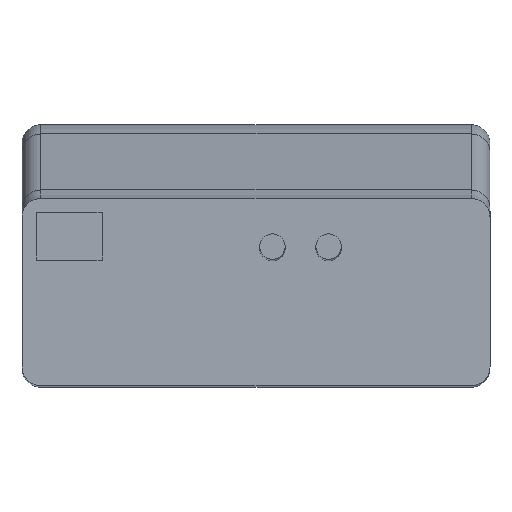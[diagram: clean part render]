
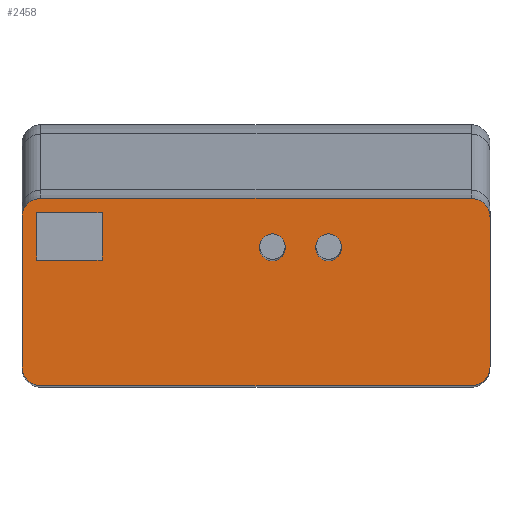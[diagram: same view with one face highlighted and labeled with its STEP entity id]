
A CAD part, top view. The second image highlights one B-rep face of the part: STEP entity #2458.
In plain terms, the highlighted planar face has unit normal (0, 0, 1).
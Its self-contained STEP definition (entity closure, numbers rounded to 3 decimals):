
#31 = DIRECTION ( 'NONE',  ( 0., 1., 0. ) ) ;
#48 = DIRECTION ( 'NONE',  ( 0., -1., 0. ) ) ;
#85 = EDGE_CURVE ( 'NONE', #1674, #2627, #206, .T. ) ;
#86 = FACE_BOUND ( 'NONE', #315, .T. ) ;
#88 = DIRECTION ( 'NONE',  ( 0., 0., 1. ) ) ;
#157 = CARTESIAN_POINT ( 'NONE',  ( -12.5, 0., 23.6 ) ) ;
#175 = VERTEX_POINT ( 'NONE', #3266 ) ;
#203 = VERTEX_POINT ( 'NONE', #3575 ) ;
#206 = LINE ( 'NONE', #157, #1570 ) ;
#257 = VERTEX_POINT ( 'NONE', #3669 ) ;
#281 = FACE_BOUND ( 'NONE', #2378, .T. ) ;
#295 = VERTEX_POINT ( 'NONE', #3703 ) ;
#315 = EDGE_LOOP ( 'NONE', ( #3883, #3933, #902, #3932 ) ) ;
#373 = EDGE_CURVE ( 'NONE', #3009, #175, #1719, .T. ) ;
#381 = EDGE_CURVE ( 'NONE', #295, #1674, #2193, .T. ) ;
#463 = DIRECTION ( 'NONE',  ( -1., 0., 0. ) ) ;
#495 = DIRECTION ( 'NONE',  ( 1., 0., 0. ) ) ;
#499 = CIRCLE ( 'NONE', #887, 0.679 ) ;
#565 = VECTOR ( 'NONE', #2339, 1000. ) ;
#582 = CARTESIAN_POINT ( 'NONE',  ( -12.5, 14., 23.6 ) ) ;
#697 = LINE ( 'NONE', #2746, #2797 ) ;
#714 = DIRECTION ( 'NONE',  ( 0., 0., 1. ) ) ;
#730 = CARTESIAN_POINT ( 'NONE',  ( -8.225, 6.711, 23.6 ) ) ;
#771 = EDGE_CURVE ( 'NONE', #2889, #295, #3704, .T. ) ;
#842 = CARTESIAN_POINT ( 'NONE',  ( -12.5, 9., 23.6 ) ) ;
#873 = LINE ( 'NONE', #3674, #3059 ) ;
#887 = AXIS2_PLACEMENT_3D ( 'NONE', #3245, #3588, #3956 ) ;
#902 = ORIENTED_EDGE ( 'NONE', *, *, #2793, .F. ) ;
#1022 = DIRECTION ( 'NONE',  ( 0., 0., 1. ) ) ;
#1050 = ORIENTED_EDGE ( 'NONE', *, *, #381, .T. ) ;
#1069 = CARTESIAN_POINT ( 'NONE',  ( -11.5, 1., 23.6 ) ) ;
#1123 = CIRCLE ( 'NONE', #1765, 1. ) ;
#1135 = CARTESIAN_POINT ( 'NONE',  ( 12.5, 9., 23.6 ) ) ;
#1157 = CARTESIAN_POINT ( 'NONE',  ( 3.875, 7.345, 23.6 ) ) ;
#1200 = VECTOR ( 'NONE', #2297, 1000. ) ;
#1324 = CIRCLE ( 'NONE', #1366, 0.679 ) ;
#1366 = AXIS2_PLACEMENT_3D ( 'NONE', #1655, #2299, #3344 ) ;
#1374 = ORIENTED_EDGE ( 'NONE', *, *, #3896, .T. ) ;
#1375 = CARTESIAN_POINT ( 'NONE',  ( 0.875, 7.345, 23.6 ) ) ;
#1381 = DIRECTION ( 'NONE',  ( -1., 0., 0. ) ) ;
#1427 = AXIS2_PLACEMENT_3D ( 'NONE', #2720, #2392, #3052 ) ;
#1437 = CARTESIAN_POINT ( 'NONE',  ( -11.712, 9.246, 23.6 ) ) ;
#1478 = CARTESIAN_POINT ( 'NONE',  ( 3.196, 7.345, 23.6 ) ) ;
#1541 = ORIENTED_EDGE ( 'NONE', *, *, #2328, .F. ) ;
#1549 = CARTESIAN_POINT ( 'NONE',  ( -11.712, 9.246, 23.6 ) ) ;
#1570 = VECTOR ( 'NONE', #495, 1000. ) ;
#1578 = VERTEX_POINT ( 'NONE', #1549 ) ;
#1588 = AXIS2_PLACEMENT_3D ( 'NONE', #1157, #2498, #3539 ) ;
#1591 = ORIENTED_EDGE ( 'NONE', *, *, #771, .T. ) ;
#1603 = PLANE ( 'NONE',  #3582 ) ;
#1606 = ORIENTED_EDGE ( 'NONE', *, *, #2174, .T. ) ;
#1634 = CARTESIAN_POINT ( 'NONE',  ( -11.5, 9., 23.6 ) ) ;
#1655 = CARTESIAN_POINT ( 'NONE',  ( 0.875, 7.345, 23.6 ) ) ;
#1674 = VERTEX_POINT ( 'NONE', #2536 ) ;
#1683 = EDGE_LOOP ( 'NONE', ( #3219, #2887, #1591, #1050, #2136, #1374, #1736, #1606 ) ) ;
#1714 = CARTESIAN_POINT ( 'NONE',  ( -8.225, 9.246, 23.6 ) ) ;
#1719 = CIRCLE ( 'NONE', #3006, 0.679 ) ;
#1736 = ORIENTED_EDGE ( 'NONE', *, *, #2728, .F. ) ;
#1750 = VECTOR ( 'NONE', #48, 1000. ) ;
#1760 = CIRCLE ( 'NONE', #1588, 0.679 ) ;
#1762 = EDGE_CURVE ( 'NONE', #1808, #3918, #873, .T. ) ;
#1765 = AXIS2_PLACEMENT_3D ( 'NONE', #1634, #1022, #1381 ) ;
#1808 = VERTEX_POINT ( 'NONE', #730 ) ;
#1820 = AXIS2_PLACEMENT_3D ( 'NONE', #1069, #714, #3133 ) ;
#1928 = DIRECTION ( 'NONE',  ( -1., 0., 0. ) ) ;
#1955 = CIRCLE ( 'NONE', #1427, 1. ) ;
#2000 = CARTESIAN_POINT ( 'NONE',  ( -12.5, 14., 23.6 ) ) ;
#2110 = CARTESIAN_POINT ( 'NONE',  ( 12.5, 14., 23.6 ) ) ;
#2114 = CARTESIAN_POINT ( 'NONE',  ( 11.5, 9., 23.6 ) ) ;
#2119 = EDGE_CURVE ( 'NONE', #2494, #1808, #2959, .T. ) ;
#2136 = ORIENTED_EDGE ( 'NONE', *, *, #85, .T. ) ;
#2174 = EDGE_CURVE ( 'NONE', #2789, #203, #3001, .T. ) ;
#2193 = CIRCLE ( 'NONE', #1820, 1. ) ;
#2219 = LINE ( 'NONE', #2712, #1750 ) ;
#2249 = CARTESIAN_POINT ( 'NONE',  ( 4.555, 7.345, 23.6 ) ) ;
#2297 = DIRECTION ( 'NONE',  ( 0., -1., 0. ) ) ;
#2299 = DIRECTION ( 'NONE',  ( 0., 0., 1. ) ) ;
#2328 = EDGE_CURVE ( 'NONE', #3060, #3947, #1760, .T. ) ;
#2339 = DIRECTION ( 'NONE',  ( 1., 0., 0. ) ) ;
#2378 = EDGE_LOOP ( 'NONE', ( #3772, #1541 ) ) ;
#2392 = DIRECTION ( 'NONE',  ( 0., 0., 1. ) ) ;
#2411 = CARTESIAN_POINT ( 'NONE',  ( 11.5, 0., 23.6 ) ) ;
#2458 = ADVANCED_FACE ( 'NONE', ( #281, #3902, #86, #4318 ), #1603, .F. ) ;
#2494 = VERTEX_POINT ( 'NONE', #2983 ) ;
#2498 = DIRECTION ( 'NONE',  ( 0., 0., 1. ) ) ;
#2536 = CARTESIAN_POINT ( 'NONE',  ( -11.5, 0., 23.6 ) ) ;
#2627 = VERTEX_POINT ( 'NONE', #2411 ) ;
#2683 = EDGE_CURVE ( 'NONE', #257, #203, #697, .T. ) ;
#2697 = CARTESIAN_POINT ( 'NONE',  ( 12.5, 1., 23.6 ) ) ;
#2712 = CARTESIAN_POINT ( 'NONE',  ( -11.712, 9.246, 23.6 ) ) ;
#2720 = CARTESIAN_POINT ( 'NONE',  ( 11.5, 1., 23.6 ) ) ;
#2728 = EDGE_CURVE ( 'NONE', #2789, #4295, #3053, .T. ) ;
#2746 = CARTESIAN_POINT ( 'NONE',  ( -12.5, 10., 23.6 ) ) ;
#2789 = VERTEX_POINT ( 'NONE', #1135 ) ;
#2793 = EDGE_CURVE ( 'NONE', #3918, #1578, #4054, .T. ) ;
#2797 = VECTOR ( 'NONE', #3429, 1000. ) ;
#2887 = ORIENTED_EDGE ( 'NONE', *, *, #3601, .T. ) ;
#2889 = VERTEX_POINT ( 'NONE', #842 ) ;
#2931 = EDGE_CURVE ( 'NONE', #3947, #3060, #499, .T. ) ;
#2950 = CARTESIAN_POINT ( 'NONE',  ( 0.196, 7.345, 23.6 ) ) ;
#2959 = LINE ( 'NONE', #3401, #565 ) ;
#2983 = CARTESIAN_POINT ( 'NONE',  ( -11.712, 6.711, 23.6 ) ) ;
#3001 = CIRCLE ( 'NONE', #3235, 1. ) ;
#3006 = AXIS2_PLACEMENT_3D ( 'NONE', #1375, #3721, #4055 ) ;
#3009 = VERTEX_POINT ( 'NONE', #2950 ) ;
#3052 = DIRECTION ( 'NONE',  ( -1., 0., 0. ) ) ;
#3053 = LINE ( 'NONE', #2110, #3853 ) ;
#3059 = VECTOR ( 'NONE', #31, 1000. ) ;
#3060 = VERTEX_POINT ( 'NONE', #2249 ) ;
#3133 = DIRECTION ( 'NONE',  ( -1., 0., 0. ) ) ;
#3219 = ORIENTED_EDGE ( 'NONE', *, *, #2683, .F. ) ;
#3235 = AXIS2_PLACEMENT_3D ( 'NONE', #2114, #88, #463 ) ;
#3245 = CARTESIAN_POINT ( 'NONE',  ( 3.875, 7.345, 23.6 ) ) ;
#3266 = CARTESIAN_POINT ( 'NONE',  ( 1.555, 7.345, 23.6 ) ) ;
#3279 = ORIENTED_EDGE ( 'NONE', *, *, #373, .F. ) ;
#3344 = DIRECTION ( 'NONE',  ( -1., 0., 0. ) ) ;
#3401 = CARTESIAN_POINT ( 'NONE',  ( -11.712, 6.711, 23.6 ) ) ;
#3429 = DIRECTION ( 'NONE',  ( 1., 0., 0. ) ) ;
#3515 = ORIENTED_EDGE ( 'NONE', *, *, #3712, .F. ) ;
#3539 = DIRECTION ( 'NONE',  ( -1., 0., 0. ) ) ;
#3555 = EDGE_CURVE ( 'NONE', #1578, #2494, #2219, .T. ) ;
#3575 = CARTESIAN_POINT ( 'NONE',  ( 11.5, 10., 23.6 ) ) ;
#3582 = AXIS2_PLACEMENT_3D ( 'NONE', #582, #3945, #1928 ) ;
#3588 = DIRECTION ( 'NONE',  ( 0., 0., 1. ) ) ;
#3601 = EDGE_CURVE ( 'NONE', #257, #2889, #1123, .T. ) ;
#3669 = CARTESIAN_POINT ( 'NONE',  ( -11.5, 10., 23.6 ) ) ;
#3674 = CARTESIAN_POINT ( 'NONE',  ( -8.225, 9.246, 23.6 ) ) ;
#3703 = CARTESIAN_POINT ( 'NONE',  ( -12.5, 1., 23.6 ) ) ;
#3704 = LINE ( 'NONE', #2000, #1200 ) ;
#3712 = EDGE_CURVE ( 'NONE', #175, #3009, #1324, .T. ) ;
#3721 = DIRECTION ( 'NONE',  ( 0., 0., 1. ) ) ;
#3768 = DIRECTION ( 'NONE',  ( 0., -1., 0. ) ) ;
#3772 = ORIENTED_EDGE ( 'NONE', *, *, #2931, .F. ) ;
#3796 = DIRECTION ( 'NONE',  ( -1., 0., 0. ) ) ;
#3853 = VECTOR ( 'NONE', #3768, 1000. ) ;
#3883 = ORIENTED_EDGE ( 'NONE', *, *, #2119, .F. ) ;
#3896 = EDGE_CURVE ( 'NONE', #2627, #4295, #1955, .T. ) ;
#3902 = FACE_BOUND ( 'NONE', #4287, .T. ) ;
#3918 = VERTEX_POINT ( 'NONE', #1714 ) ;
#3932 = ORIENTED_EDGE ( 'NONE', *, *, #1762, .F. ) ;
#3933 = ORIENTED_EDGE ( 'NONE', *, *, #3555, .F. ) ;
#3945 = DIRECTION ( 'NONE',  ( 0., 0., -1. ) ) ;
#3947 = VERTEX_POINT ( 'NONE', #1478 ) ;
#3956 = DIRECTION ( 'NONE',  ( -1., 0., 0. ) ) ;
#4054 = LINE ( 'NONE', #1437, #4317 ) ;
#4055 = DIRECTION ( 'NONE',  ( -1., 0., 0. ) ) ;
#4287 = EDGE_LOOP ( 'NONE', ( #3279, #3515 ) ) ;
#4295 = VERTEX_POINT ( 'NONE', #2697 ) ;
#4317 = VECTOR ( 'NONE', #3796, 1000. ) ;
#4318 = FACE_OUTER_BOUND ( 'NONE', #1683, .T. ) ;
